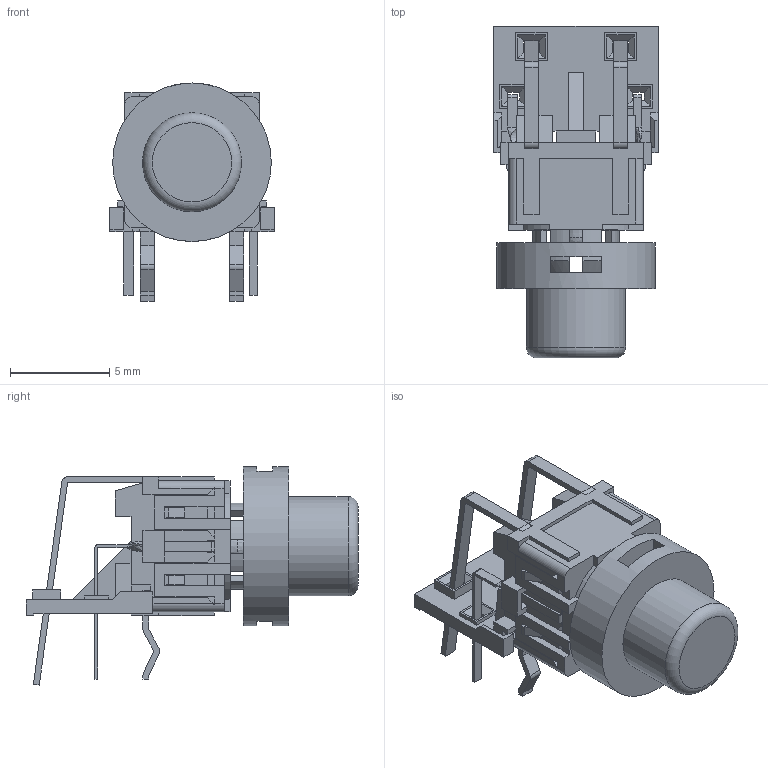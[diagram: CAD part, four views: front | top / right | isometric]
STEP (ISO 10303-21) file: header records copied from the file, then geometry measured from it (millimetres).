
FILE_DESCRIPTION((' '),'2;1');
FILE_NAME('TL1250FxxxxxRCLR.stp','2017-07-20T14:56:12',(' '),(' '),' ','ACIS',' ');
FILE_SCHEMA(('CONFIG_CONTROL_DESIGN'));
Length unit declared in the file: inch
Products named in the file (1): TL1250FxxxxxRCLR.stp
Bounding box: 8.3 x 16.75 x 11 mm (x, y, z)
Volume: 341.5 mm3; surface area: 1141.4 mm2
Topology: 1 solids, 3 shells, 743 faces, 2153 edges, 1373 vertices
Faces by surface type: plane 574, cylinder 133, torus 15, bspline 11, cone 7, sphere 3
Full cylindrical faces by diameter (mm): 0.75 x1, 1 x1, 1.1 x1, 1.4 x1, 3.8 x1, 4.4 x1, 4.5 x1, 5 x1, 8 x1
Entity records: 24569 total; most frequent: CARTESIAN_POINT 4733, ORIENTED_EDGE 4248, DIRECTION 3919, EDGE_CURVE 2124, VECTOR 1713, LINE 1713, VERTEX_POINT 1366, AXIS2_PLACEMENT_3D 1103
